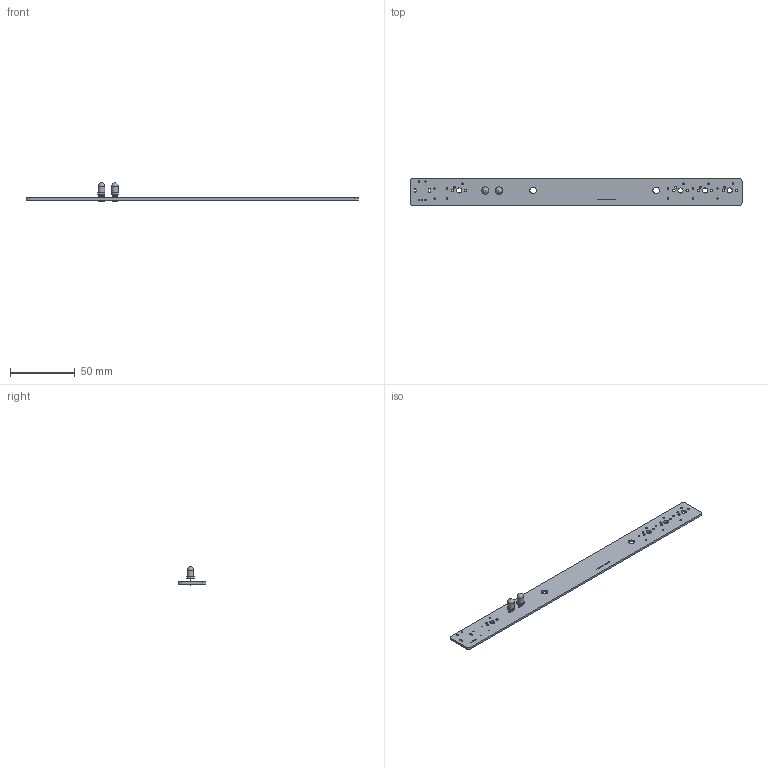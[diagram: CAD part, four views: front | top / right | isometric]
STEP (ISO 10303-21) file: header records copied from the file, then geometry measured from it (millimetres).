
FILE_DESCRIPTION(('KiCad electronic assembly'),'2;1');
FILE_NAME('Top_PCB_Ave_rev10.step','2020-04-15T16:58:05',('An Author'),( 'A Company'),'Open CASCADE STEP processor 6.9', 'KiCad to STEP converter','Unknown');
FILE_SCHEMA(('AUTOMOTIVE_DESIGN { 1 0 10303 214 1 1 1 1 }'));
Length unit declared in the file: millimetre
Products named in the file (6): Open CASCADE STEP translator 6.9 1; R_0805_2012Metric; SOLID; LED_D5.0mm-4_RGB; COMPOUND
Assembly tree (7 placements, depth 3):
  Open CASCADE STEP translator 6.9 1
    R_0805_2012Metric  x2
      SOLID
    LED_D5.0mm-4_RGB  x2
      SOLID
    COMPOUND
Bounding box: 257.18 x 21.43 x 14.1 mm (x, y, z)
Volume: 8898.8 mm3; surface area: 12450 mm2
Topology: 5 solids, 5 shells, 179 faces, 477 edges, 314 vertices
Faces by surface type: plane 92, cylinder 85, sphere 2
Full cylindrical faces by diameter (mm): 0.5 x12, 0.9 x8, 1 x15, 1.47 x8, 1.75 x8, 3.988 x4, 5 x4
Entity records: 9448 total; most frequent: CARTESIAN_POINT 1562, DIRECTION 1449, LINE 735, VECTOR 735, ORIENTED_EDGE 694, PCURVE 694, DEFINITIONAL_REPRESENTATION 694, EDGE_CURVE 347
